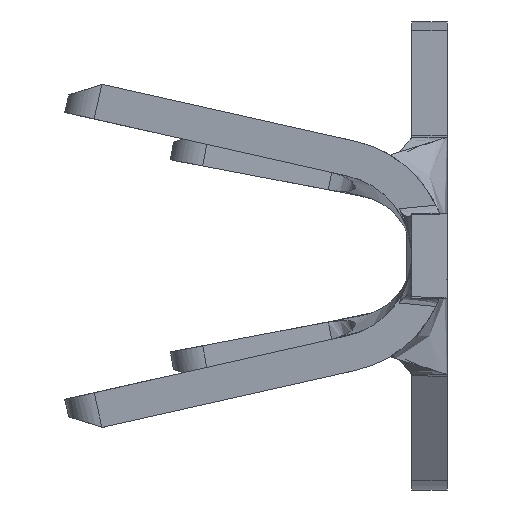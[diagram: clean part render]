
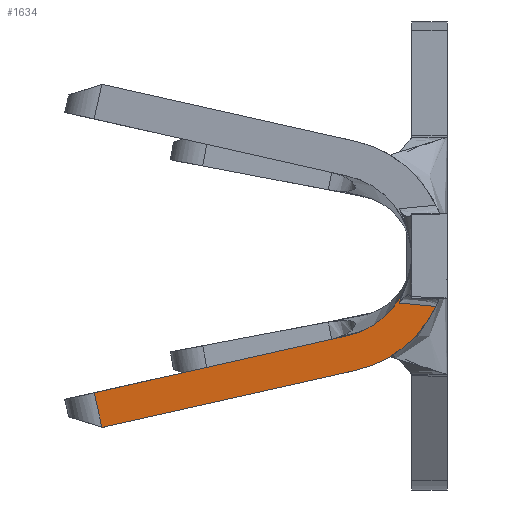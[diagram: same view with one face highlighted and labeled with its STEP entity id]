
A CAD part, left-side view. The second image highlights one B-rep face of the part: STEP entity #1634.
In plain terms, the highlighted planar face has unit normal (-0.996, 0.087, 0).
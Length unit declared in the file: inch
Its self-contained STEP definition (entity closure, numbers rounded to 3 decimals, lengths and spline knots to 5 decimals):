
#222 = VERTEX_POINT ( 'NONE', #2394 ) ;
#247 = EDGE_CURVE ( 'NONE', #1658, #3641, #1875, .T. ) ;
#406 = CARTESIAN_POINT ( 'NONE',  ( -0.69238, 0.02999, -0.03643 ) ) ;
#633 = CARTESIAN_POINT ( 'NONE',  ( -0.69319, 0.02066, -0.06342 ) ) ;
#715 = LINE ( 'NONE', #4347, #3665 ) ;
#825 = CARTESIAN_POINT ( 'NONE',  ( -0.67321, 0.24906, -0.18649 ) ) ;
#994 = CARTESIAN_POINT ( 'NONE',  ( -0.692, 0.03428, -0.03599 ) ) ;
#1038 = CARTESIAN_POINT ( 'NONE',  ( -0.6902, 0.05489, -0.05587 ) ) ;
#1112 = CARTESIAN_POINT ( 'NONE',  ( -0.69424, 0.00869, -0.03836 ) ) ;
#1343 = CARTESIAN_POINT ( 'NONE',  ( -0.67158, 0.26768, -0.10377 ) ) ;
#1413 = DIRECTION ( 'NONE',  ( -0.019, -0.22, -0.975 ) ) ;
#1502 = ORIENTED_EDGE ( 'NONE', *, *, #4213, .F. ) ;
#1596 = B_SPLINE_CURVE_WITH_KNOTS ( 'NONE', 3,
 ( #5070, #5646, #2133, #6229, #2743, #6809, #3346, #7387, #3932, #406, #4509, #994, #5095 ),
 .UNSPECIFIED., .F., .F.,
 ( 4, 3, 3, 3, 4 ),
 ( 0., 0.00007, 0.00033, 0.00055, 0.00071 ),
 .UNSPECIFIED. ) ;
#1634 = ADVANCED_FACE ( 'NONE', ( #5207 ), #3461, .F. ) ;
#1647 = VERTEX_POINT ( 'NONE', #1112 ) ;
#1658 = VERTEX_POINT ( 'NONE', #4067 ) ;
#1684 =( BOUNDED_CURVE ( )  B_SPLINE_CURVE ( 3, ( #2980, #633, #5324, #1801 ),
 .UNSPECIFIED., .F., .F. ) 
 B_SPLINE_CURVE_WITH_KNOTS ( ( 4, 4 ),
 ( 3.58722, 4.49099 ),
 .UNSPECIFIED. ) 
 CURVE ( )  GEOMETRIC_REPRESENTATION_ITEM ( )  RATIONAL_B_SPLINE_CURVE ( ( 1., 0.933, 0.933, 1. ) ) 
 REPRESENTATION_ITEM ( '' )  );
#1789 = EDGE_CURVE ( 'NONE', #3993, #222, #2733, .T. ) ;
#1801 = CARTESIAN_POINT ( 'NONE',  ( -0.68892, 0.06946, -0.08683 ) ) ;
#1875 = B_SPLINE_CURVE_WITH_KNOTS ( 'NONE', 3,
 ( #7147, #6578, #5466, #5438 ),
 .UNSPECIFIED., .F., .F.,
 ( 4, 4 ),
 ( 0., 0.00036 ),
 .UNSPECIFIED. ) ;
#1927 = ORIENTED_EDGE ( 'NONE', *, *, #3045, .F. ) ;
#2133 = CARTESIAN_POINT ( 'NONE',  ( -0.69408, 0.01047, -0.03819 ) ) ;
#2197 = CARTESIAN_POINT ( 'NONE',  ( -0.69159, 0.03895, -0.0422 ) ) ;
#2217 = CARTESIAN_POINT ( 'NONE',  ( -0.68897, 0.06895, -0.08671 ) ) ;
#2223 = CARTESIAN_POINT ( 'NONE',  ( -0.695, 0., -0.13 ) ) ;
#2245 =( BOUNDED_CURVE ( )  B_SPLINE_CURVE ( 3, ( #5143, #1038, #2197, #6301 ),
 .UNSPECIFIED., .F., .F. ) 
 B_SPLINE_CURVE_WITH_KNOTS ( ( 4, 4 ),
 ( 1.79219, 2.76778 ),
 .UNSPECIFIED. ) 
 CURVE ( )  GEOMETRIC_REPRESENTATION_ITEM ( )  RATIONAL_B_SPLINE_CURVE ( ( 1., 0.922, 0.922, 1. ) ) 
 REPRESENTATION_ITEM ( '' )  );
#2360 = VERTEX_POINT ( 'NONE', #7488 ) ;
#2394 = CARTESIAN_POINT ( 'NONE',  ( -0.67209, 0.26182, -0.12983 ) ) ;
#2726 = ORIENTED_EDGE ( 'NONE', *, *, #247, .T. ) ;
#2733 = LINE ( 'NONE', #3053, #5650 ) ;
#2743 = CARTESIAN_POINT ( 'NONE',  ( -0.69371, 0.01477, -0.03779 ) ) ;
#2853 = EDGE_CURVE ( 'NONE', #6635, #3641, #2245, .T. ) ;
#2879 = ORIENTED_EDGE ( 'NONE', *, *, #2853, .F. ) ;
#2980 = CARTESIAN_POINT ( 'NONE',  ( -0.69424, 0.00869, -0.03836 ) ) ;
#3045 = EDGE_CURVE ( 'NONE', #1647, #2360, #1684, .T. ) ;
#3053 = CARTESIAN_POINT ( 'NONE',  ( -0.67006, 0.28505, -0.12258 ) ) ;
#3273 = LINE ( 'NONE', #825, #6163 ) ;
#3346 = CARTESIAN_POINT ( 'NONE',  ( -0.69311, 0.02162, -0.03721 ) ) ;
#3461 = PLANE ( 'NONE',  #7509 ) ;
#3527 = ORIENTED_EDGE ( 'NONE', *, *, #1789, .F. ) ;
#3641 = VERTEX_POINT ( 'NONE', #5146 ) ;
#3665 = VECTOR ( 'NONE', #5520, 39.37008 ) ;
#3670 = CARTESIAN_POINT ( 'NONE',  ( -0.67214, 0.26126, -0.13 ) ) ;
#3932 = CARTESIAN_POINT ( 'NONE',  ( -0.69262, 0.0272, -0.03671 ) ) ;
#3993 = VERTEX_POINT ( 'NONE', #3670 ) ;
#4030 = VERTEX_POINT ( 'NONE', #1343 ) ;
#4045 = DIRECTION ( 'NONE',  ( 0.087, 0.996, 0. ) ) ;
#4067 = CARTESIAN_POINT ( 'NONE',  ( -0.69181, 0.03642, -0.03575 ) ) ;
#4114 = CARTESIAN_POINT ( 'NONE',  ( -0.6884, 0.07539, -0.06049 ) ) ;
#4213 = EDGE_CURVE ( 'NONE', #4030, #6635, #715, .T. ) ;
#4347 = CARTESIAN_POINT ( 'NONE',  ( -0.68845, 0.07484, -0.06036 ) ) ;
#4424 = EDGE_CURVE ( 'NONE', #2360, #3993, #7191, .T. ) ;
#4479 = VECTOR ( 'NONE', #6319, 39.37008 ) ;
#4509 = CARTESIAN_POINT ( 'NONE',  ( -0.69219, 0.03214, -0.03622 ) ) ;
#5070 = CARTESIAN_POINT ( 'NONE',  ( -0.69424, 0.00869, -0.03836 ) ) ;
#5095 = CARTESIAN_POINT ( 'NONE',  ( -0.69181, 0.03642, -0.03575 ) ) ;
#5134 = DIRECTION ( 'NONE',  ( 0.083, 0.951, 0.297 ) ) ;
#5143 = CARTESIAN_POINT ( 'NONE',  ( -0.6884, 0.07539, -0.06049 ) ) ;
#5146 = CARTESIAN_POINT ( 'NONE',  ( -0.69226, 0.03128, -0.02264 ) ) ;
#5207 = FACE_OUTER_BOUND ( 'NONE', #6044, .T. ) ;
#5236 = EDGE_CURVE ( 'NONE', #1647, #1658, #1596, .T. ) ;
#5243 = ORIENTED_EDGE ( 'NONE', *, *, #5236, .T. ) ;
#5324 = CARTESIAN_POINT ( 'NONE',  ( -0.69129, 0.04237, -0.08073 ) ) ;
#5438 = CARTESIAN_POINT ( 'NONE',  ( -0.69226, 0.03128, -0.02264 ) ) ;
#5466 = CARTESIAN_POINT ( 'NONE',  ( -0.69211, 0.033, -0.02701 ) ) ;
#5520 = DIRECTION ( 'NONE',  ( -0.085, -0.972, 0.219 ) ) ;
#5646 = CARTESIAN_POINT ( 'NONE',  ( -0.69416, 0.00958, -0.03827 ) ) ;
#5650 = VECTOR ( 'NONE', #5134, 39.37008 ) ;
#6044 = EDGE_LOOP ( 'NONE', ( #1927, #5243, #2726, #2879, #1502, #7288, #3527, #6290 ) ) ;
#6163 = VECTOR ( 'NONE', #1413, 39.37008 ) ;
#6229 = CARTESIAN_POINT ( 'NONE',  ( -0.69401, 0.01136, -0.0381 ) ) ;
#6290 = ORIENTED_EDGE ( 'NONE', *, *, #4424, .F. ) ;
#6301 = CARTESIAN_POINT ( 'NONE',  ( -0.69226, 0.03128, -0.02264 ) ) ;
#6319 = DIRECTION ( 'NONE',  ( 0.085, 0.972, -0.219 ) ) ;
#6578 = CARTESIAN_POINT ( 'NONE',  ( -0.69196, 0.03471, -0.03138 ) ) ;
#6635 = VERTEX_POINT ( 'NONE', #4114 ) ;
#6779 = EDGE_CURVE ( 'NONE', #4030, #222, #3273, .T. ) ;
#6809 = CARTESIAN_POINT ( 'NONE',  ( -0.69341, 0.0182, -0.03751 ) ) ;
#7147 = CARTESIAN_POINT ( 'NONE',  ( -0.69181, 0.03642, -0.03575 ) ) ;
#7191 = LINE ( 'NONE', #2217, #4479 ) ;
#7288 = ORIENTED_EDGE ( 'NONE', *, *, #6779, .T. ) ;
#7387 = CARTESIAN_POINT ( 'NONE',  ( -0.69286, 0.02441, -0.03697 ) ) ;
#7488 = CARTESIAN_POINT ( 'NONE',  ( -0.68892, 0.06946, -0.08683 ) ) ;
#7499 = DIRECTION ( 'NONE',  ( 0.996, -0.087, 0. ) ) ;
#7509 = AXIS2_PLACEMENT_3D ( 'NONE', #2223, #7499, #4045 ) ;
